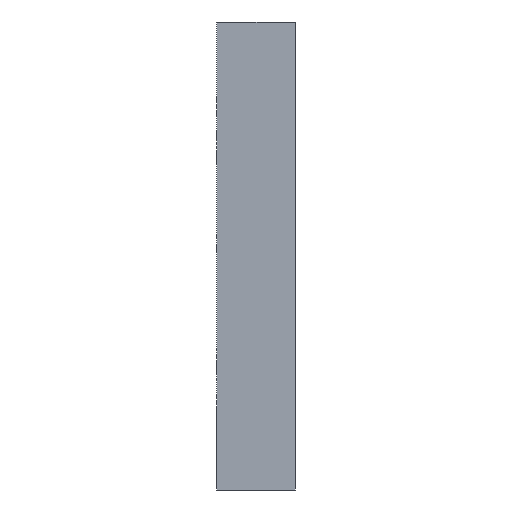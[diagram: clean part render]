
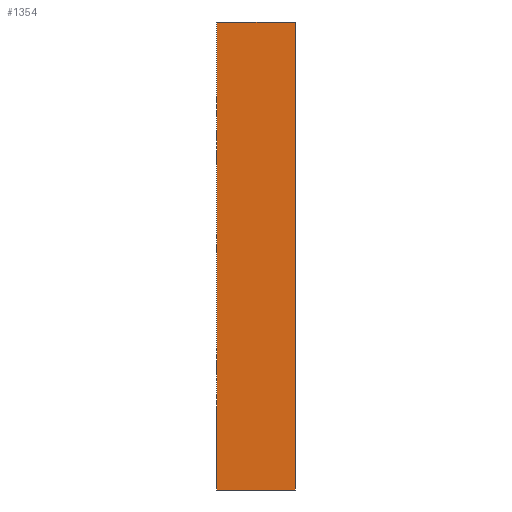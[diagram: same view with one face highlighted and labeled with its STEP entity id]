
A CAD part, left-side view. The second image highlights one B-rep face of the part: STEP entity #1354.
In plain terms, the highlighted planar face has unit normal (-1, 0, 0).
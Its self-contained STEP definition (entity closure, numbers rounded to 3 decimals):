
#28 = VERTEX_POINT ( 'NONE', #1192 ) ;
#33 = LINE ( 'NONE', #591, #1149 ) ;
#37 = EDGE_CURVE ( 'NONE', #151, #28, #944, .T. ) ;
#63 = EDGE_CURVE ( 'NONE', #539, #28, #1140, .T. ) ;
#89 = ORIENTED_EDGE ( 'NONE', *, *, #37, .T. ) ;
#151 = VERTEX_POINT ( 'NONE', #1110 ) ;
#308 = DIRECTION ( 'NONE',  ( 1., 0., 0. ) ) ;
#313 = EDGE_CURVE ( 'NONE', #539, #925, #33, .T. ) ;
#322 = CARTESIAN_POINT ( 'NONE',  ( -17.78, -4.331, 61.406 ) ) ;
#383 = VECTOR ( 'NONE', #1091, 1000. ) ;
#390 = FACE_OUTER_BOUND ( 'NONE', #1409, .T. ) ;
#476 = DIRECTION ( 'NONE',  ( 0., -1., 0. ) ) ;
#518 = ORIENTED_EDGE ( 'NONE', *, *, #696, .T. ) ;
#519 = AXIS2_PLACEMENT_3D ( 'NONE', #965, #308, #1071 ) ;
#539 = VERTEX_POINT ( 'NONE', #1398 ) ;
#565 = CARTESIAN_POINT ( 'NONE',  ( -17.78, 4.331, 61.406 ) ) ;
#591 = CARTESIAN_POINT ( 'NONE',  ( -17.78, 4.331, 4.8 ) ) ;
#693 = ORIENTED_EDGE ( 'NONE', *, *, #63, .F. ) ;
#696 = EDGE_CURVE ( 'NONE', #925, #151, #1219, .T. ) ;
#780 = VECTOR ( 'NONE', #1090, 1000. ) ;
#856 = VECTOR ( 'NONE', #1211, 1000. ) ;
#877 = CARTESIAN_POINT ( 'NONE',  ( -17.78, 4.331, 56.606 ) ) ;
#925 = VERTEX_POINT ( 'NONE', #1217 ) ;
#944 = LINE ( 'NONE', #877, #780 ) ;
#965 = CARTESIAN_POINT ( 'NONE',  ( -17.78, -4.331, 61.406 ) ) ;
#997 = ORIENTED_EDGE ( 'NONE', *, *, #313, .T. ) ;
#1071 = DIRECTION ( 'NONE',  ( 0., 0., -1. ) ) ;
#1090 = DIRECTION ( 'NONE',  ( 0., 1., 0. ) ) ;
#1091 = DIRECTION ( 'NONE',  ( 0., 0., 1. ) ) ;
#1110 = CARTESIAN_POINT ( 'NONE',  ( -17.78, -4.331, 56.606 ) ) ;
#1140 = LINE ( 'NONE', #565, #856 ) ;
#1149 = VECTOR ( 'NONE', #476, 1000. ) ;
#1176 = PLANE ( 'NONE',  #519 ) ;
#1192 = CARTESIAN_POINT ( 'NONE',  ( -17.78, 4.331, 56.606 ) ) ;
#1211 = DIRECTION ( 'NONE',  ( 0., 0., 1. ) ) ;
#1217 = CARTESIAN_POINT ( 'NONE',  ( -17.78, -4.331, 4.8 ) ) ;
#1219 = LINE ( 'NONE', #322, #383 ) ;
#1354 = ADVANCED_FACE ( 'NONE', ( #390 ), #1176, .F. ) ;
#1398 = CARTESIAN_POINT ( 'NONE',  ( -17.78, 4.331, 4.8 ) ) ;
#1409 = EDGE_LOOP ( 'NONE', ( #89, #693, #997, #518 ) ) ;
